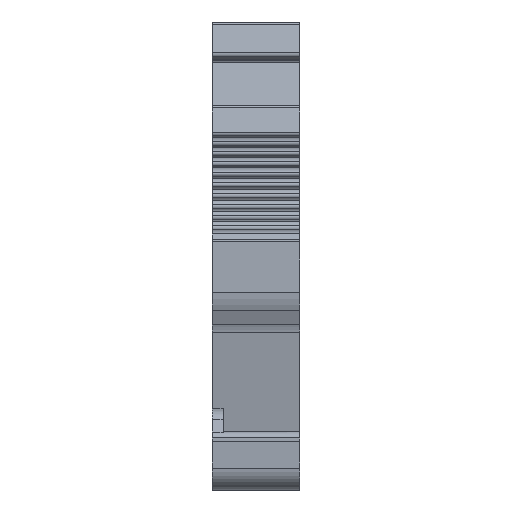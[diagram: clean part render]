
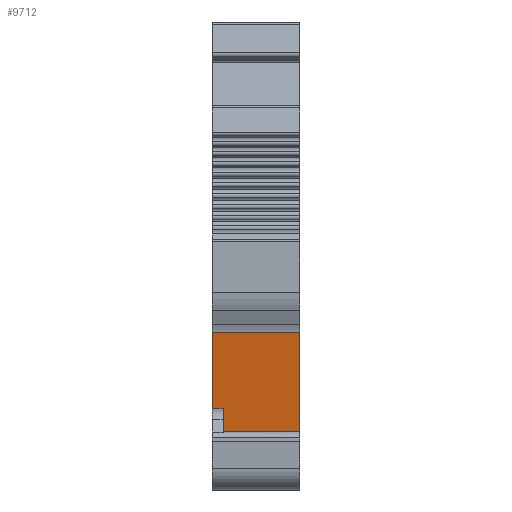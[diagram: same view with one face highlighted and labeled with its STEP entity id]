
A CAD part, left-side view. The second image highlights one B-rep face of the part: STEP entity #9712.
In plain terms, the highlighted planar face has unit normal (-0.986, 0, -0.168).
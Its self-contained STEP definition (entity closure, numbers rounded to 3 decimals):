
#813=ORIENTED_EDGE('',*,*,#2814,.F.);
#814=ORIENTED_EDGE('',*,*,#2773,.F.);
#815=ORIENTED_EDGE('',*,*,#2929,.T.);
#816=ORIENTED_EDGE('',*,*,#2930,.T.);
#817=ORIENTED_EDGE('',*,*,#2931,.F.);
#818=ORIENTED_EDGE('',*,*,#2932,.F.);
#2773=EDGE_CURVE('',#3857,#3858,#4562,.T.);
#2814=EDGE_CURVE('',#3858,#3890,#4591,.T.);
#2929=EDGE_CURVE('',#3857,#3975,#4669,.T.);
#2930=EDGE_CURVE('',#3975,#3976,#4670,.T.);
#2931=EDGE_CURVE('',#3977,#3976,#4671,.T.);
#2932=EDGE_CURVE('',#3890,#3977,#4672,.T.);
#3857=VERTEX_POINT('',#12778);
#3858=VERTEX_POINT('',#12779);
#3890=VERTEX_POINT('',#12864);
#3975=VERTEX_POINT('',#13244);
#3976=VERTEX_POINT('',#13248);
#3977=VERTEX_POINT('',#13250);
#4562=LINE('',#12777,#5255);
#4591=LINE('',#12867,#5284);
#4669=LINE('',#13245,#5362);
#4670=LINE('',#13247,#5363);
#4671=LINE('',#13249,#5364);
#4672=LINE('',#13251,#5365);
#5255=VECTOR('',#10746,1000.);
#5284=VECTOR('',#10817,1000.);
#5362=VECTOR('',#10991,1000.);
#5363=VECTOR('',#10994,1000.);
#5364=VECTOR('',#10995,1000.);
#5365=VECTOR('',#10996,1000.);
#5988=EDGE_LOOP('',(#813,#814,#815,#816,#817,#818));
#6385=FACE_BOUND('',#5988,.T.);
#6766=PLANE('',#10135);
#9712=ADVANCED_FACE('',(#6385),#6766,.F.);
#10135=AXIS2_PLACEMENT_3D('',#13246,#10992,#10993);
#10746=DIRECTION('',(-0.168,0.,0.986));
#10817=DIRECTION('',(0.,1.,0.));
#10991=DIRECTION('',(0.,-1.,0.));
#10992=DIRECTION('',(0.986,0.,0.168));
#10993=DIRECTION('',(0.168,0.,-0.986));
#10994=DIRECTION('',(-0.168,0.,0.986));
#10995=DIRECTION('',(0.,-1.,0.));
#10996=DIRECTION('',(-0.168,0.,0.986));
#12777=CARTESIAN_POINT('',(-27.853,3.3,-14.144));
#12778=CARTESIAN_POINT('',(-27.853,3.3,-14.144));
#12779=CARTESIAN_POINT('',(-28.65,3.3,-9.463));
#12864=CARTESIAN_POINT('',(-28.65,4.3,-9.463));
#12867=CARTESIAN_POINT('',(-28.65,3.3,-9.463));
#13244=CARTESIAN_POINT('',(-27.853,-3.7,-14.144));
#13245=CARTESIAN_POINT('',(-27.853,15.554,-14.144));
#13246=CARTESIAN_POINT('',(-27.853,15.554,-14.144));
#13247=CARTESIAN_POINT('',(-27.853,-3.7,-14.144));
#13248=CARTESIAN_POINT('',(-29.844,-3.7,-2.457));
#13249=CARTESIAN_POINT('',(-29.844,15.554,-2.457));
#13250=CARTESIAN_POINT('',(-29.844,4.3,-2.457));
#13251=CARTESIAN_POINT('',(-29.409,4.3,-5.01));
